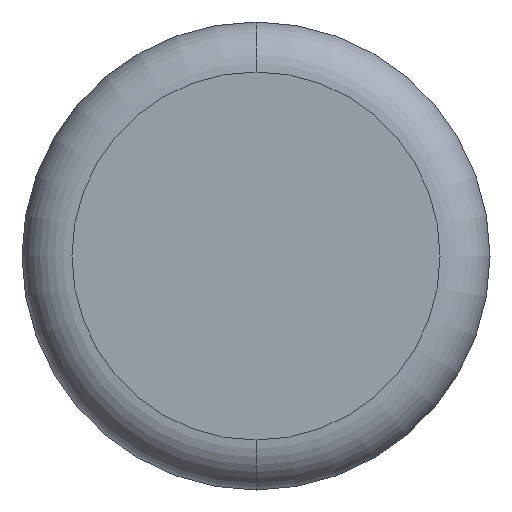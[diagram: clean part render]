
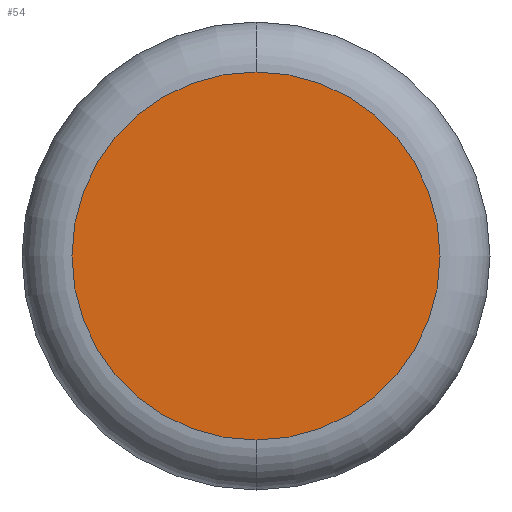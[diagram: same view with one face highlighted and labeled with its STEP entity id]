
A CAD part, front view. The second image highlights one B-rep face of the part: STEP entity #54.
In plain terms, the highlighted planar face has unit normal (0, -1, 0).
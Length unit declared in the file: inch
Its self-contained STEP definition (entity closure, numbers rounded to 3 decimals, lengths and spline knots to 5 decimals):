
#12 = FACE_OUTER_BOUND ( 'NONE', #95, .T. ) ;
#30 = DIRECTION ( 'NONE',  ( 0., -1., 0. ) ) ;
#32 = EDGE_CURVE ( 'NONE', #321, #138, #94, .T. ) ;
#39 = CARTESIAN_POINT ( 'NONE',  ( 0., 0., 0.07375 ) ) ;
#41 = AXIS2_PLACEMENT_3D ( 'NONE', #356, #30, #367 ) ;
#42 = PLANE ( 'NONE',  #157 ) ;
#54 = ADVANCED_FACE ( 'NONE', ( #12 ), #42, .T. ) ;
#94 = CIRCLE ( 'NONE', #158, 0.07375 ) ;
#95 = EDGE_LOOP ( 'NONE', ( #357, #152 ) ) ;
#109 = CARTESIAN_POINT ( 'NONE',  ( 0., 0., -0.07375 ) ) ;
#138 = VERTEX_POINT ( 'NONE', #39 ) ;
#152 = ORIENTED_EDGE ( 'NONE', *, *, #376, .T. ) ;
#157 = AXIS2_PLACEMENT_3D ( 'NONE', #217, #191, #378 ) ;
#158 = AXIS2_PLACEMENT_3D ( 'NONE', #282, #177, #248 ) ;
#177 = DIRECTION ( 'NONE',  ( 0., -1., 0. ) ) ;
#191 = DIRECTION ( 'NONE',  ( 0., -1., 0. ) ) ;
#217 = CARTESIAN_POINT ( 'NONE',  ( 0., 0., 0. ) ) ;
#248 = DIRECTION ( 'NONE',  ( 0., 0., -1. ) ) ;
#276 = CIRCLE ( 'NONE', #41, 0.07375 ) ;
#282 = CARTESIAN_POINT ( 'NONE',  ( 0., 0., 0. ) ) ;
#321 = VERTEX_POINT ( 'NONE', #109 ) ;
#356 = CARTESIAN_POINT ( 'NONE',  ( 0., 0., 0. ) ) ;
#357 = ORIENTED_EDGE ( 'NONE', *, *, #32, .T. ) ;
#367 = DIRECTION ( 'NONE',  ( 0., 0., -1. ) ) ;
#376 = EDGE_CURVE ( 'NONE', #138, #321, #276, .T. ) ;
#378 = DIRECTION ( 'NONE',  ( 0., 0., -1. ) ) ;
